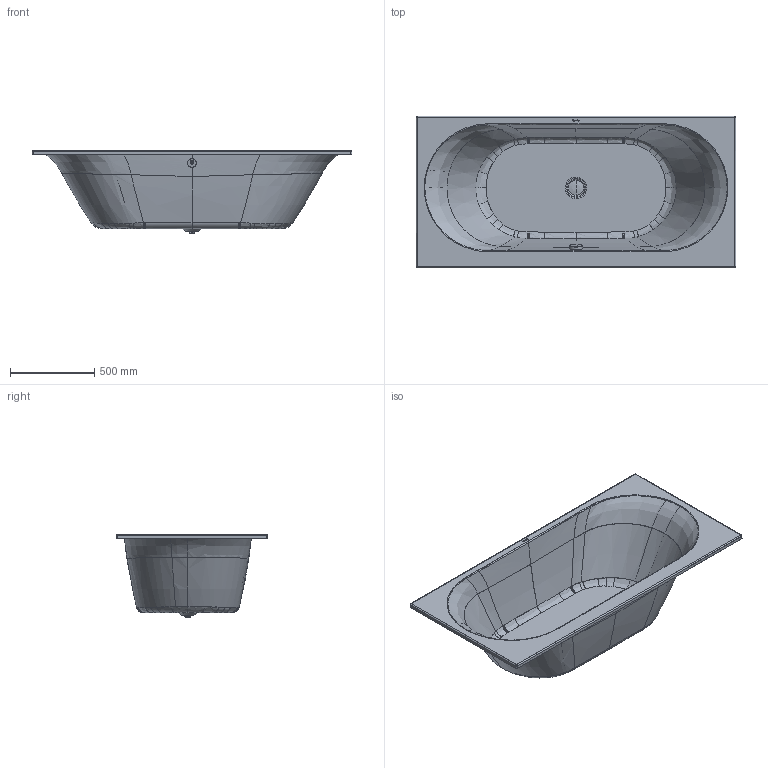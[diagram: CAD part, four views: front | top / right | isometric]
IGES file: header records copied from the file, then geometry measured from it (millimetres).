
Global section: file name: No Iges File Name specified; native system: Autodesk Inventor 2011; preprocessor: AutoDesk Inventor Iges Exporter R2011; author: Administrator; date: 20110518.204311; units: millimetre
Bounding box: 1900.13 x 900.28 x 494.83 mm (x, y, z)
Volume: 77805.2 mm3; surface area: 6040954.5 mm2
Topology: 3 solids, 3 shells, 541 faces, 3747 edges, 3689 vertices
Faces by surface type: plane 251, bspline 220, revolution 44, cylinder 16, torus 8, cone 2
